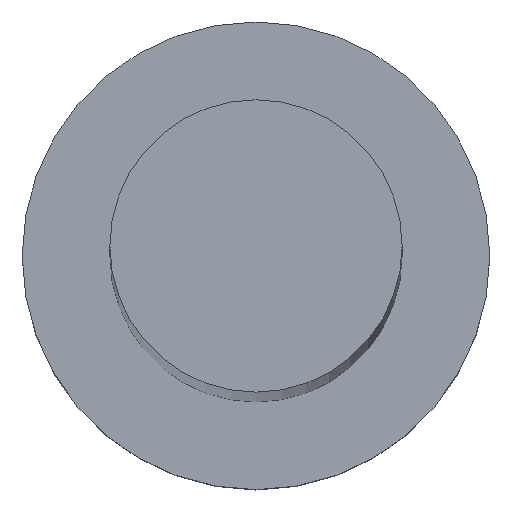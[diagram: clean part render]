
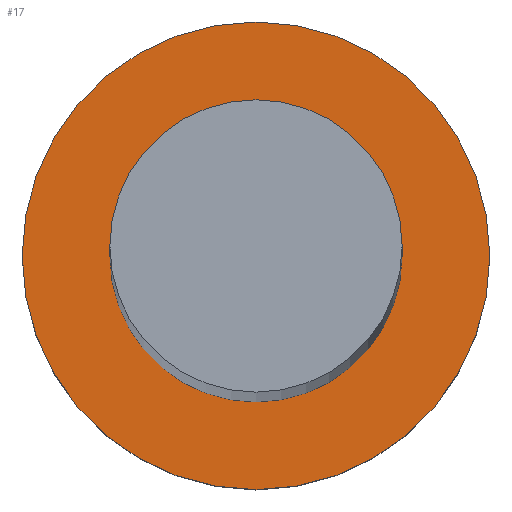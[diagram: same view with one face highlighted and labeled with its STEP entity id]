
A CAD part, top view. The second image highlights one B-rep face of the part: STEP entity #17.
In plain terms, the highlighted planar face has unit normal (0, 0, 1).
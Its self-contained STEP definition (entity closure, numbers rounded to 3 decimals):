
#3 = DIRECTION ( 'NONE',  ( 1., 0., 0. ) ) ;
#6 = VERTEX_POINT ( 'NONE', #18 ) ;
#17 = ADVANCED_FACE ( 'NONE', ( #172, #111 ), #151, .T. ) ;
#18 = CARTESIAN_POINT ( 'NONE',  ( 8., 0., 6.5 ) ) ;
#21 = CARTESIAN_POINT ( 'NONE',  ( 0., 0., 6.5 ) ) ;
#24 = EDGE_CURVE ( 'NONE', #6, #206, #115, .T. ) ;
#25 = CIRCLE ( 'NONE', #169, 5. ) ;
#52 = VERTEX_POINT ( 'NONE', #66 ) ;
#55 = EDGE_CURVE ( 'NONE', #52, #186, #25, .T. ) ;
#64 = CARTESIAN_POINT ( 'NONE',  ( 0., 0., 6.5 ) ) ;
#66 = CARTESIAN_POINT ( 'NONE',  ( 5., 0., 6.5 ) ) ;
#68 = EDGE_CURVE ( 'NONE', #206, #6, #214, .T. ) ;
#75 = AXIS2_PLACEMENT_3D ( 'NONE', #21, #178, #188 ) ;
#80 = AXIS2_PLACEMENT_3D ( 'NONE', #93, #131, #3 ) ;
#86 = CIRCLE ( 'NONE', #75, 5. ) ;
#91 = EDGE_LOOP ( 'NONE', ( #202, #129 ) ) ;
#93 = CARTESIAN_POINT ( 'NONE',  ( 0., 0., 6.5 ) ) ;
#111 = FACE_OUTER_BOUND ( 'NONE', #91, .T. ) ;
#112 = CARTESIAN_POINT ( 'NONE',  ( -8., 0., 6.5 ) ) ;
#115 = CIRCLE ( 'NONE', #80, 8. ) ;
#117 = CARTESIAN_POINT ( 'NONE',  ( 0., 0., 6.5 ) ) ;
#124 = ORIENTED_EDGE ( 'NONE', *, *, #55, .F. ) ;
#129 = ORIENTED_EDGE ( 'NONE', *, *, #24, .T. ) ;
#131 = DIRECTION ( 'NONE',  ( 0., 0., 1. ) ) ;
#137 = EDGE_CURVE ( 'NONE', #186, #52, #86, .T. ) ;
#142 = DIRECTION ( 'NONE',  ( 1., 0., 0. ) ) ;
#145 = DIRECTION ( 'NONE',  ( 0., 0., 1. ) ) ;
#151 = PLANE ( 'NONE',  #219 ) ;
#168 = DIRECTION ( 'NONE',  ( 0., 0., 1. ) ) ;
#169 = AXIS2_PLACEMENT_3D ( 'NONE', #187, #168, #208 ) ;
#172 = FACE_BOUND ( 'NONE', #222, .T. ) ;
#178 = DIRECTION ( 'NONE',  ( 0., 0., 1. ) ) ;
#186 = VERTEX_POINT ( 'NONE', #223 ) ;
#187 = CARTESIAN_POINT ( 'NONE',  ( 0., 0., 6.5 ) ) ;
#188 = DIRECTION ( 'NONE',  ( 1., 0., 0. ) ) ;
#202 = ORIENTED_EDGE ( 'NONE', *, *, #68, .T. ) ;
#206 = VERTEX_POINT ( 'NONE', #112 ) ;
#208 = DIRECTION ( 'NONE',  ( 1., 0., 0. ) ) ;
#214 = CIRCLE ( 'NONE', #244, 8. ) ;
#218 = DIRECTION ( 'NONE',  ( 1., 0., 0. ) ) ;
#219 = AXIS2_PLACEMENT_3D ( 'NONE', #64, #145, #218 ) ;
#222 = EDGE_LOOP ( 'NONE', ( #241, #124 ) ) ;
#223 = CARTESIAN_POINT ( 'NONE',  ( -5., 0., 6.5 ) ) ;
#236 = DIRECTION ( 'NONE',  ( 0., 0., 1. ) ) ;
#241 = ORIENTED_EDGE ( 'NONE', *, *, #137, .F. ) ;
#244 = AXIS2_PLACEMENT_3D ( 'NONE', #117, #236, #142 ) ;
